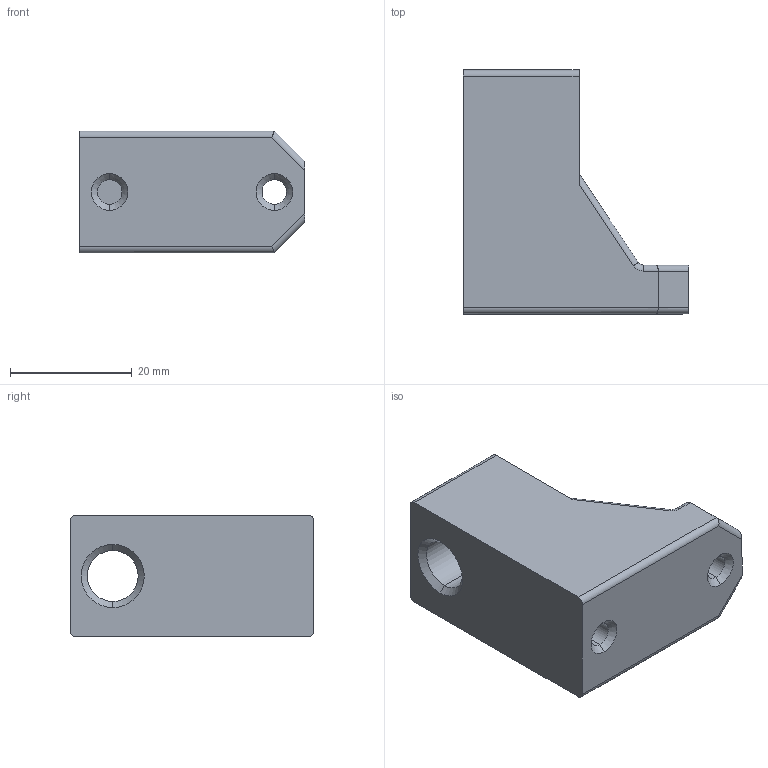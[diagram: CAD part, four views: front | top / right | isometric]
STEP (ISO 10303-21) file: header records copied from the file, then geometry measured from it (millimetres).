
FILE_DESCRIPTION (( 'STEP AP203' ), '1' );
FILE_NAME ('Bearing_block_TOP.STEP', '2022-06-12T13:37:06', ( '' ), ( '' ), 'SwSTEP 2.0', 'SolidWorks 2020', '' );
FILE_SCHEMA (( 'CONFIG_CONTROL_DESIGN' ));
Length unit declared in the file: millimetre
Products named in the file (1): Bearing_block_TOP
Bounding box: 37 x 40 x 20 mm (x, y, z)
Volume: 16980.1 mm3; surface area: 5500.2 mm2
Topology: 1 solids, 1 shells, 51 faces, 124 edges, 76 vertices
Faces by surface type: cylinder 24, plane 15, cone 8, bspline 2, torus 2
Entity records: 1613 total; most frequent: CARTESIAN_POINT 358, DIRECTION 248, ORIENTED_EDGE 248, EDGE_CURVE 124, AXIS2_PLACEMENT_3D 90, VERTEX_POINT 76, VECTOR 68, LINE 68
